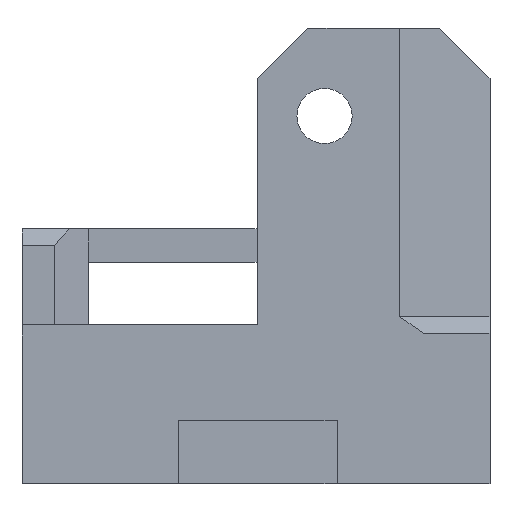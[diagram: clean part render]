
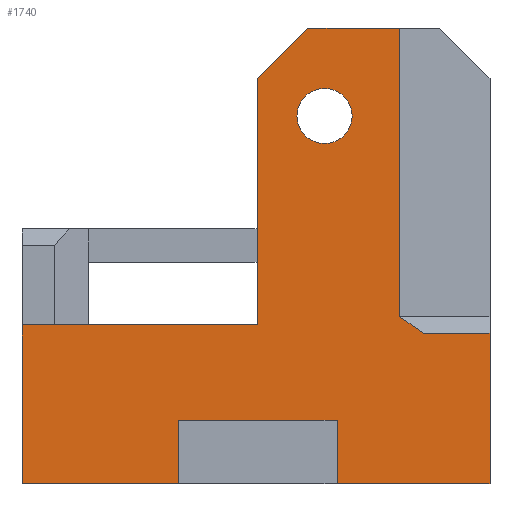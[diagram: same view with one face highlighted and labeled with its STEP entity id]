
A CAD part, left-side view. The second image highlights one B-rep face of the part: STEP entity #1740.
In plain terms, the highlighted planar face has unit normal (-1, 0, 0).
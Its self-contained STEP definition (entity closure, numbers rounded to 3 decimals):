
#27=FACE_BOUND('',#155,.T.);
#39=CIRCLE('',#1836,1.65);
#61=FACE_OUTER_BOUND('',#154,.T.);
#154=EDGE_LOOP('',(#1148,#1149,#1150,#1151,#1152,#1153,#1154,#1155,#1156,
#1157,#1158,#1159,#1160,#1161));
#155=EDGE_LOOP('',(#1162));
#259=LINE('',#2421,#491);
#260=LINE('',#2423,#492);
#261=LINE('',#2425,#493);
#262=LINE('',#2427,#494);
#263=LINE('',#2429,#495);
#264=LINE('',#2431,#496);
#265=LINE('',#2433,#497);
#266=LINE('',#2435,#498);
#267=LINE('',#2437,#499);
#268=LINE('',#2439,#500);
#269=LINE('',#2441,#501);
#270=LINE('',#2443,#502);
#271=LINE('',#2445,#503);
#272=LINE('',#2446,#504);
#491=VECTOR('',#1955,10.);
#492=VECTOR('',#1956,10.);
#493=VECTOR('',#1957,10.);
#494=VECTOR('',#1958,10.);
#495=VECTOR('',#1959,10.);
#496=VECTOR('',#1960,10.);
#497=VECTOR('',#1961,10.);
#498=VECTOR('',#1962,10.);
#499=VECTOR('',#1963,10.);
#500=VECTOR('',#1964,10.);
#501=VECTOR('',#1965,10.);
#502=VECTOR('',#1966,10.);
#503=VECTOR('',#1967,10.);
#504=VECTOR('',#1968,10.);
#723=VERTEX_POINT('',#2419);
#724=VERTEX_POINT('',#2420);
#725=VERTEX_POINT('',#2422);
#726=VERTEX_POINT('',#2424);
#727=VERTEX_POINT('',#2426);
#728=VERTEX_POINT('',#2428);
#729=VERTEX_POINT('',#2430);
#730=VERTEX_POINT('',#2432);
#731=VERTEX_POINT('',#2434);
#732=VERTEX_POINT('',#2436);
#733=VERTEX_POINT('',#2438);
#734=VERTEX_POINT('',#2440);
#735=VERTEX_POINT('',#2442);
#736=VERTEX_POINT('',#2444);
#737=VERTEX_POINT('',#2447);
#893=EDGE_CURVE('',#723,#724,#259,.T.);
#894=EDGE_CURVE('',#725,#723,#260,.T.);
#895=EDGE_CURVE('',#726,#725,#261,.T.);
#896=EDGE_CURVE('',#726,#727,#262,.T.);
#897=EDGE_CURVE('',#727,#728,#263,.T.);
#898=EDGE_CURVE('',#729,#728,#264,.T.);
#899=EDGE_CURVE('',#729,#730,#265,.T.);
#900=EDGE_CURVE('',#730,#731,#266,.T.);
#901=EDGE_CURVE('',#731,#732,#267,.T.);
#902=EDGE_CURVE('',#732,#733,#268,.T.);
#903=EDGE_CURVE('',#733,#734,#269,.T.);
#904=EDGE_CURVE('',#734,#735,#270,.T.);
#905=EDGE_CURVE('',#735,#736,#271,.T.);
#906=EDGE_CURVE('',#724,#736,#272,.T.);
#907=EDGE_CURVE('',#737,#737,#39,.T.);
#1148=ORIENTED_EDGE('',*,*,#893,.F.);
#1149=ORIENTED_EDGE('',*,*,#894,.F.);
#1150=ORIENTED_EDGE('',*,*,#895,.F.);
#1151=ORIENTED_EDGE('',*,*,#896,.T.);
#1152=ORIENTED_EDGE('',*,*,#897,.T.);
#1153=ORIENTED_EDGE('',*,*,#898,.F.);
#1154=ORIENTED_EDGE('',*,*,#899,.T.);
#1155=ORIENTED_EDGE('',*,*,#900,.T.);
#1156=ORIENTED_EDGE('',*,*,#901,.T.);
#1157=ORIENTED_EDGE('',*,*,#902,.T.);
#1158=ORIENTED_EDGE('',*,*,#903,.T.);
#1159=ORIENTED_EDGE('',*,*,#904,.T.);
#1160=ORIENTED_EDGE('',*,*,#905,.T.);
#1161=ORIENTED_EDGE('',*,*,#906,.F.);
#1162=ORIENTED_EDGE('',*,*,#907,.T.);
#1658=PLANE('',#1835);
#1740=ADVANCED_FACE('',(#61,#27),#1658,.T.);
#1835=AXIS2_PLACEMENT_3D('',#2418,#1953,#1954);
#1836=AXIS2_PLACEMENT_3D('',#2448,#1969,#1970);
#1953=DIRECTION('center_axis',(-1.,0.,0.));
#1954=DIRECTION('ref_axis',(0.,0.,-1.));
#1955=DIRECTION('',(0.,0.,-1.));
#1956=DIRECTION('',(0.,-1.,0.));
#1957=DIRECTION('',(0.,-0.707,0.707));
#1958=DIRECTION('',(0.,0.,-1.));
#1959=DIRECTION('',(0.,1.,0.));
#1960=DIRECTION('',(0.,0.,1.));
#1961=DIRECTION('',(0.,-1.,0.));
#1962=DIRECTION('',(0.,0.,1.));
#1963=DIRECTION('',(0.,-1.,0.));
#1964=DIRECTION('',(0.,0.,-1.));
#1965=DIRECTION('',(0.,-1.,0.));
#1966=DIRECTION('',(0.,0.,1.));
#1967=DIRECTION('',(0.,1.,0.));
#1968=DIRECTION('',(0.,-0.816,-0.577));
#1969=DIRECTION('center_axis',(1.,0.,0.));
#1970=DIRECTION('ref_axis',(0.,0.,1.));
#2418=CARTESIAN_POINT('Origin',(22.068,14.1,4.5));
#2419=CARTESIAN_POINT('',(22.068,-8.5,22.25));
#2420=CARTESIAN_POINT('',(22.068,-8.5,5.));
#2421=CARTESIAN_POINT('',(22.068,-8.5,9.428));
#2422=CARTESIAN_POINT('',(22.068,-3.,22.25));
#2423=CARTESIAN_POINT('',(22.068,0.,22.25));
#2424=CARTESIAN_POINT('',(22.068,0.,19.25));
#2425=CARTESIAN_POINT('',(22.068,6.462,12.788));
#2426=CARTESIAN_POINT('',(22.068,0.,4.5));
#2427=CARTESIAN_POINT('',(22.068,0.,8.688));
#2428=CARTESIAN_POINT('',(22.068,14.1,4.5));
#2429=CARTESIAN_POINT('',(22.068,14.1,4.5));
#2430=CARTESIAN_POINT('',(22.068,14.1,-5.));
#2431=CARTESIAN_POINT('',(22.068,14.1,15.25));
#2432=CARTESIAN_POINT('',(22.068,4.75,-5.));
#2433=CARTESIAN_POINT('',(22.068,14.1,-5.));
#2434=CARTESIAN_POINT('',(22.068,4.75,-1.2));
#2435=CARTESIAN_POINT('',(22.068,4.75,-0.25));
#2436=CARTESIAN_POINT('',(22.068,-4.75,-1.2));
#2437=CARTESIAN_POINT('',(22.068,7.05,-1.2));
#2438=CARTESIAN_POINT('',(22.068,-4.75,-5.));
#2439=CARTESIAN_POINT('',(22.068,-4.75,-0.25));
#2440=CARTESIAN_POINT('',(22.068,-13.9,-5.));
#2441=CARTESIAN_POINT('',(22.068,14.1,-5.));
#2442=CARTESIAN_POINT('',(22.068,-13.9,4.));
#2443=CARTESIAN_POINT('',(22.068,-13.9,20.25));
#2444=CARTESIAN_POINT('',(22.068,-9.914,4.));
#2445=CARTESIAN_POINT('',(22.068,1.055,4.));
#2446=CARTESIAN_POINT('',(22.068,-1.77,9.759));
#2447=CARTESIAN_POINT('',(22.068,-4.,15.35));
#2448=CARTESIAN_POINT('Origin',(22.068,-4.,17.));
